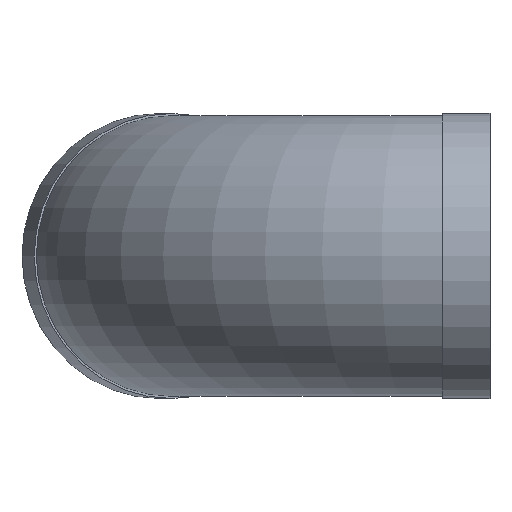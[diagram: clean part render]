
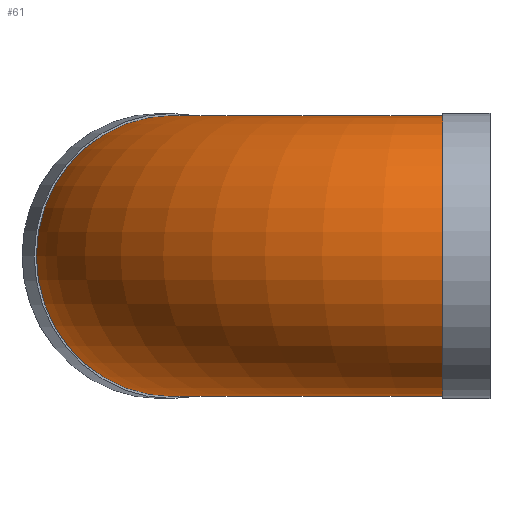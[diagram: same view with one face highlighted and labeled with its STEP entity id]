
A CAD part, left-side view. The second image highlights one B-rep face of the part: STEP entity #61.
In plain terms, the highlighted toroidal (fillet/blend) face has major radius 250 mm and minor radius 125 mm.
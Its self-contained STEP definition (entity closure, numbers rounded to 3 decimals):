
#61 = ADVANCED_FACE( '', ( #118, #119 ), #120, .T. );
#118 = FACE_OUTER_BOUND( '', #180, .T. );
#119 = FACE_OUTER_BOUND( '', #181, .T. );
#120 = TOROIDAL_SURFACE( '', #182, 250., 125. );
#180 = EDGE_LOOP( '', ( #232 ) );
#181 = EDGE_LOOP( '', ( #233 ) );
#182 = AXIS2_PLACEMENT_3D( '', #234, #235, #236 );
#232 = ORIENTED_EDGE( '', *, *, #302, .T. );
#233 = ORIENTED_EDGE( '', *, *, #303, .F. );
#234 = CARTESIAN_POINT( '', ( 250., 42., 0. ) );
#235 = DIRECTION( '', ( 0., 0., -1. ) );
#236 = DIRECTION( '', ( -1., 0., 0. ) );
#302 = EDGE_CURVE( '', #328, #328, #329, .T. );
#303 = EDGE_CURVE( '', #330, #330, #331, .T. );
#328 = VERTEX_POINT( '', #364 );
#329 = CIRCLE( '', #365, 125. );
#330 = VERTEX_POINT( '', #366 );
#331 = CIRCLE( '', #367, 125. );
#364 = CARTESIAN_POINT( '', ( 125., 42., 0. ) );
#365 = AXIS2_PLACEMENT_3D( '', #400, #401, #402 );
#366 = CARTESIAN_POINT( '', ( 217.648, 162.741, 0. ) );
#367 = AXIS2_PLACEMENT_3D( '', #403, #404, #405 );
#400 = CARTESIAN_POINT( '', ( 0., 42., 0. ) );
#401 = DIRECTION( '', ( 0., 1., 0. ) );
#402 = DIRECTION( '', ( 1., 0., 0. ) );
#403 = CARTESIAN_POINT( '', ( 185.295, 283.481, 0. ) );
#404 = DIRECTION( '', ( 0.966, 0.259, 0. ) );
#405 = DIRECTION( '', ( 0.259, -0.966, 0. ) );
